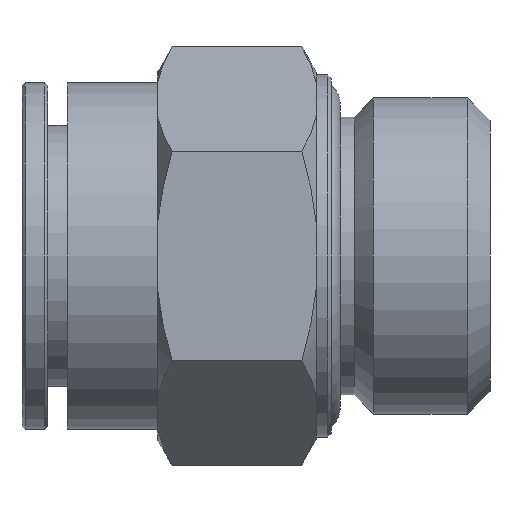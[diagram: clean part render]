
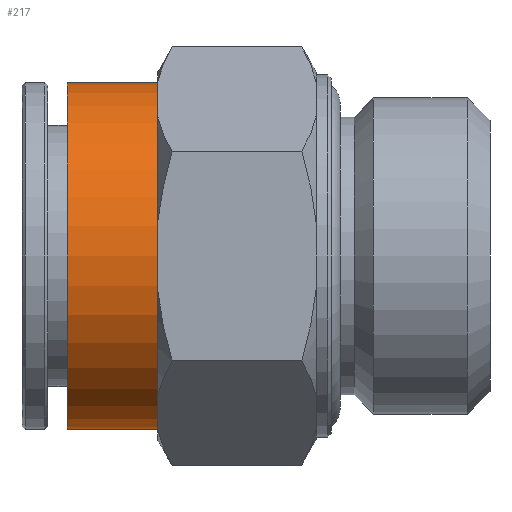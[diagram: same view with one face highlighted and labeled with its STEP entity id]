
A CAD part, left-side view. The second image highlights one B-rep face of the part: STEP entity #217.
In plain terms, the highlighted cylindrical face has radius 11.5 mm (diameter 23 mm), a partial arc.
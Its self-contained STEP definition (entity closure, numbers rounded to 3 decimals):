
#5 = VECTOR ( 'NONE', #1920, 1000. ) ;
#16 = LINE ( 'NONE', #1735, #5 ) ;
#68 = DIRECTION ( 'NONE',  ( 0., 0., 1. ) ) ;
#196 = EDGE_CURVE ( 'NONE', #1171, #884, #1442, .T. ) ;
#217 = ADVANCED_FACE ( 'NONE', ( #2181 ), #1832, .T. ) ;
#249 = DIRECTION ( 'NONE',  ( 0., 0., 1. ) ) ;
#286 = VERTEX_POINT ( 'NONE', #1576 ) ;
#429 = ORIENTED_EDGE ( 'NONE', *, *, #196, .T. ) ;
#461 = DIRECTION ( 'NONE',  ( 0., 1., 0. ) ) ;
#562 = EDGE_CURVE ( 'NONE', #286, #1144, #1562, .T. ) ;
#593 = CARTESIAN_POINT ( 'NONE',  ( 0., 1.302, 0. ) ) ;
#733 = EDGE_LOOP ( 'NONE', ( #827, #429, #2236, #1559 ) ) ;
#827 = ORIENTED_EDGE ( 'NONE', *, *, #2275, .F. ) ;
#880 = AXIS2_PLACEMENT_3D ( 'NONE', #593, #941, #68 ) ;
#884 = VERTEX_POINT ( 'NONE', #1862 ) ;
#909 = CARTESIAN_POINT ( 'NONE',  ( 0., -9., -11.5 ) ) ;
#941 = DIRECTION ( 'NONE',  ( 0., 1., 0. ) ) ;
#977 = DIRECTION ( 'NONE',  ( 0., 1., 0. ) ) ;
#1057 = VECTOR ( 'NONE', #977, 1000. ) ;
#1144 = VERTEX_POINT ( 'NONE', #1296 ) ;
#1171 = VERTEX_POINT ( 'NONE', #909 ) ;
#1275 = CARTESIAN_POINT ( 'NONE',  ( 0., -3., 0. ) ) ;
#1296 = CARTESIAN_POINT ( 'NONE',  ( 0., -3., 11.5 ) ) ;
#1350 = LINE ( 'NONE', #1912, #1057 ) ;
#1442 = CIRCLE ( 'NONE', #2043, 11.5 ) ;
#1559 = ORIENTED_EDGE ( 'NONE', *, *, #562, .F. ) ;
#1562 = CIRCLE ( 'NONE', #2087, 11.5 ) ;
#1576 = CARTESIAN_POINT ( 'NONE',  ( 0., -3., -11.5 ) ) ;
#1718 = EDGE_CURVE ( 'NONE', #884, #1144, #1350, .T. ) ;
#1735 = CARTESIAN_POINT ( 'NONE',  ( 0., 1.302, -11.5 ) ) ;
#1822 = DIRECTION ( 'NONE',  ( 0., 0., 1. ) ) ;
#1832 = CYLINDRICAL_SURFACE ( 'NONE', #880, 11.5 ) ;
#1862 = CARTESIAN_POINT ( 'NONE',  ( 0., -9., 11.5 ) ) ;
#1912 = CARTESIAN_POINT ( 'NONE',  ( 0., 1.302, 11.5 ) ) ;
#1920 = DIRECTION ( 'NONE',  ( 0., 1., 0. ) ) ;
#2043 = AXIS2_PLACEMENT_3D ( 'NONE', #2055, #461, #1822 ) ;
#2055 = CARTESIAN_POINT ( 'NONE',  ( 0., -9., 0. ) ) ;
#2087 = AXIS2_PLACEMENT_3D ( 'NONE', #1275, #2214, #249 ) ;
#2181 = FACE_OUTER_BOUND ( 'NONE', #733, .T. ) ;
#2214 = DIRECTION ( 'NONE',  ( 0., 1., 0. ) ) ;
#2236 = ORIENTED_EDGE ( 'NONE', *, *, #1718, .T. ) ;
#2275 = EDGE_CURVE ( 'NONE', #1171, #286, #16, .T. ) ;
